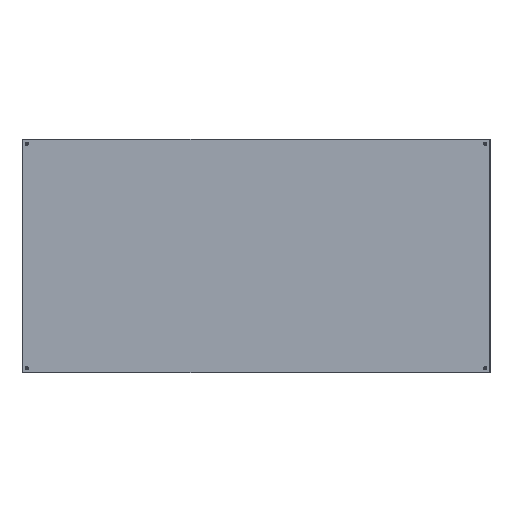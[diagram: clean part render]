
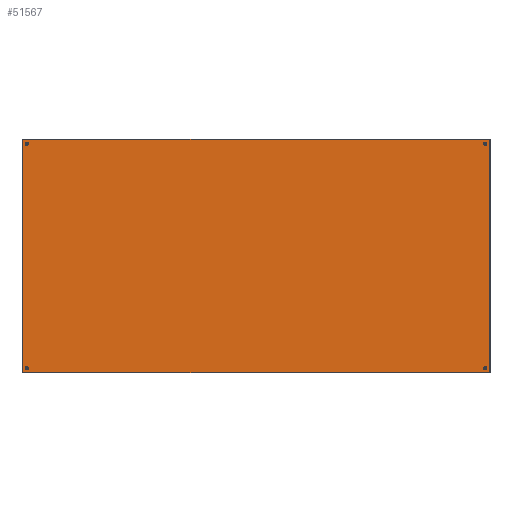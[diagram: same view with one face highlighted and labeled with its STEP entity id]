
A CAD part, left-side view. The second image highlights one B-rep face of the part: STEP entity #51567.
In plain terms, the highlighted face is planar.
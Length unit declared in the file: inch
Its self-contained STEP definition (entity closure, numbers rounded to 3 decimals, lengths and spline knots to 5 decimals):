
#1802 = FACE_BOUND ( 'NONE', #41685, .T. ) ;
#2277 = LINE ( 'NONE', #40541, #38401 ) ;
#2372 = EDGE_CURVE ( 'NONE', #98957, #39095, #35430, .T. ) ;
#2647 = DIRECTION ( 'NONE',  ( 0., 0., 1. ) ) ;
#2787 = CIRCLE ( 'NONE', #71598, 0.25 ) ;
#3510 = AXIS2_PLACEMENT_3D ( 'NONE', #46255, #45615, #5960 ) ;
#4322 = FACE_BOUND ( 'NONE', #99364, .T. ) ;
#5960 = DIRECTION ( 'NONE',  ( 0., 0., 1. ) ) ;
#7613 = VERTEX_POINT ( 'NONE', #17315 ) ;
#11226 = ORIENTED_EDGE ( 'NONE', *, *, #30440, .T. ) ;
#12182 = EDGE_CURVE ( 'NONE', #7613, #47030, #32295, .T. ) ;
#12504 = AXIS2_PLACEMENT_3D ( 'NONE', #59155, #19618, #90085 ) ;
#12907 = EDGE_CURVE ( 'NONE', #53420, #39715, #102854, .T. ) ;
#14247 = CARTESIAN_POINT ( 'NONE',  ( 17.24989, 0., -35.25 ) ) ;
#14779 = CARTESIAN_POINT ( 'NONE',  ( 17.24989, 0., 35.25 ) ) ;
#15143 = VECTOR ( 'NONE', #28747, 39.37008 ) ;
#15200 = EDGE_CURVE ( 'NONE', #52638, #65044, #87666, .T. ) ;
#16711 = VERTEX_POINT ( 'NONE', #20043 ) ;
#16978 = DIRECTION ( 'NONE',  ( 0., 0., 1. ) ) ;
#17315 = CARTESIAN_POINT ( 'NONE',  ( 17.24989, 0., 35. ) ) ;
#18404 = CARTESIAN_POINT ( 'NONE',  ( 0., 0., -35.92789 ) ) ;
#18646 = DIRECTION ( 'NONE',  ( 0., -1., 0. ) ) ;
#19618 = DIRECTION ( 'NONE',  ( 0., 1., 0. ) ) ;
#20028 = EDGE_LOOP ( 'NONE', ( #53947, #36108, #53139, #11226 ) ) ;
#20043 = CARTESIAN_POINT ( 'NONE',  ( -17.92789, 0., -35.92789 ) ) ;
#22265 = EDGE_CURVE ( 'NONE', #39715, #53420, #100333, .T. ) ;
#22428 = DIRECTION ( 'NONE',  ( 0., -1., 0. ) ) ;
#22617 = AXIS2_PLACEMENT_3D ( 'NONE', #14779, #94281, #91835 ) ;
#22644 = AXIS2_PLACEMENT_3D ( 'NONE', #34480, #33774, #65385 ) ;
#23008 = FACE_BOUND ( 'NONE', #75671, .T. ) ;
#23396 = CARTESIAN_POINT ( 'NONE',  ( -17.24989, 0., -35.5 ) ) ;
#24356 = VERTEX_POINT ( 'NONE', #54359 ) ;
#25473 = VECTOR ( 'NONE', #69507, 39.37008 ) ;
#26965 = EDGE_CURVE ( 'NONE', #96071, #78437, #2787, .T. ) ;
#28476 = CARTESIAN_POINT ( 'NONE',  ( -17.24989, 0., 35.5 ) ) ;
#28747 = DIRECTION ( 'NONE',  ( -1., 0., 0. ) ) ;
#30073 = CARTESIAN_POINT ( 'NONE',  ( -17.24989, 0., -35.25 ) ) ;
#30440 = EDGE_CURVE ( 'NONE', #65044, #24356, #42930, .T. ) ;
#31520 = ORIENTED_EDGE ( 'NONE', *, *, #68038, .T. ) ;
#32295 = CIRCLE ( 'NONE', #57174, 0.25 ) ;
#33774 = DIRECTION ( 'NONE',  ( 0., -1., 0. ) ) ;
#34480 = CARTESIAN_POINT ( 'NONE',  ( -17.24989, 0., 35.25 ) ) ;
#35366 = ORIENTED_EDGE ( 'NONE', *, *, #22265, .T. ) ;
#35430 = CIRCLE ( 'NONE', #3510, 0.25 ) ;
#36108 = ORIENTED_EDGE ( 'NONE', *, *, #88668, .T. ) ;
#36533 = CARTESIAN_POINT ( 'NONE',  ( 17.24989, 0., -35. ) ) ;
#37685 = ORIENTED_EDGE ( 'NONE', *, *, #96426, .T. ) ;
#38401 = VECTOR ( 'NONE', #16978, 39.37008 ) ;
#39075 = DIRECTION ( 'NONE',  ( 0., 0., 1. ) ) ;
#39095 = VERTEX_POINT ( 'NONE', #87602 ) ;
#39377 = ORIENTED_EDGE ( 'NONE', *, *, #12907, .T. ) ;
#39715 = VERTEX_POINT ( 'NONE', #36533 ) ;
#40428 = AXIS2_PLACEMENT_3D ( 'NONE', #43353, #91236, #2647 ) ;
#40541 = CARTESIAN_POINT ( 'NONE',  ( -17.92789, 0., 35.928 ) ) ;
#41685 = EDGE_LOOP ( 'NONE', ( #59393, #31520 ) ) ;
#42930 = LINE ( 'NONE', #85490, #25473 ) ;
#42973 = DIRECTION ( 'NONE',  ( 0., -1., 0. ) ) ;
#43353 = CARTESIAN_POINT ( 'NONE',  ( 17.24989, 0., -35.25 ) ) ;
#45615 = DIRECTION ( 'NONE',  ( 0., -1., 0. ) ) ;
#46255 = CARTESIAN_POINT ( 'NONE',  ( -17.24989, 0., 35.25 ) ) ;
#46603 = VECTOR ( 'NONE', #57208, 39.37008 ) ;
#46932 = CARTESIAN_POINT ( 'NONE',  ( 17.92789, 0., 35.892 ) ) ;
#47030 = VERTEX_POINT ( 'NONE', #51299 ) ;
#50241 = EDGE_CURVE ( 'NONE', #78437, #96071, #55776, .T. ) ;
#51299 = CARTESIAN_POINT ( 'NONE',  ( 17.24989, 0., 35.5 ) ) ;
#51567 = ADVANCED_FACE ( 'NONE', ( #88853, #1802, #23008, #97531, #4322 ), #73746, .T. ) ;
#52638 = VERTEX_POINT ( 'NONE', #95515 ) ;
#53139 = ORIENTED_EDGE ( 'NONE', *, *, #15200, .T. ) ;
#53420 = VERTEX_POINT ( 'NONE', #58922 ) ;
#53947 = ORIENTED_EDGE ( 'NONE', *, *, #92501, .T. ) ;
#54173 = DIRECTION ( 'NONE',  ( 0., -1., 0. ) ) ;
#54359 = CARTESIAN_POINT ( 'NONE',  ( 17.92789, 0., -35.92789 ) ) ;
#55776 = CIRCLE ( 'NONE', #90167, 0.25 ) ;
#55960 = ORIENTED_EDGE ( 'NONE', *, *, #12182, .T. ) ;
#56768 = DIRECTION ( 'NONE',  ( 0., 0., 1. ) ) ;
#57174 = AXIS2_PLACEMENT_3D ( 'NONE', #73430, #18646, #56768 ) ;
#57208 = DIRECTION ( 'NONE',  ( 1., 0., 0. ) ) ;
#58922 = CARTESIAN_POINT ( 'NONE',  ( 17.24989, 0., -35.5 ) ) ;
#59155 = CARTESIAN_POINT ( 'NONE',  ( 0., 0., 0. ) ) ;
#59263 = CARTESIAN_POINT ( 'NONE',  ( -17.24989, 0., -35.25 ) ) ;
#59393 = ORIENTED_EDGE ( 'NONE', *, *, #2372, .T. ) ;
#61049 = ORIENTED_EDGE ( 'NONE', *, *, #26965, .T. ) ;
#62679 = AXIS2_PLACEMENT_3D ( 'NONE', #14247, #54173, #84405 ) ;
#65044 = VERTEX_POINT ( 'NONE', #46932 ) ;
#65385 = DIRECTION ( 'NONE',  ( 0., 0., 1. ) ) ;
#68038 = EDGE_CURVE ( 'NONE', #39095, #98957, #71372, .T. ) ;
#68189 = EDGE_LOOP ( 'NONE', ( #61049, #81853 ) ) ;
#69507 = DIRECTION ( 'NONE',  ( 0., 0., -1. ) ) ;
#71372 = CIRCLE ( 'NONE', #22644, 0.25 ) ;
#71598 = AXIS2_PLACEMENT_3D ( 'NONE', #30073, #22428, #39075 ) ;
#72854 = CARTESIAN_POINT ( 'NONE',  ( 0., 0., 35.892 ) ) ;
#73430 = CARTESIAN_POINT ( 'NONE',  ( 17.24989, 0., 35.25 ) ) ;
#73746 = PLANE ( 'NONE',  #12504 ) ;
#75671 = EDGE_LOOP ( 'NONE', ( #37685, #55960 ) ) ;
#76840 = CARTESIAN_POINT ( 'NONE',  ( -17.24989, 0., -35. ) ) ;
#78437 = VERTEX_POINT ( 'NONE', #23396 ) ;
#81853 = ORIENTED_EDGE ( 'NONE', *, *, #50241, .T. ) ;
#84405 = DIRECTION ( 'NONE',  ( 0., 0., 1. ) ) ;
#85490 = CARTESIAN_POINT ( 'NONE',  ( 17.92789, 0., 35.928 ) ) ;
#87602 = CARTESIAN_POINT ( 'NONE',  ( -17.24989, 0., 35. ) ) ;
#87666 = LINE ( 'NONE', #72854, #46603 ) ;
#88668 = EDGE_CURVE ( 'NONE', #16711, #52638, #2277, .T. ) ;
#88853 = FACE_OUTER_BOUND ( 'NONE', #20028, .T. ) ;
#90085 = DIRECTION ( 'NONE',  ( 0., 0., 1. ) ) ;
#90167 = AXIS2_PLACEMENT_3D ( 'NONE', #59263, #42973, #91548 ) ;
#91236 = DIRECTION ( 'NONE',  ( 0., -1., 0. ) ) ;
#91548 = DIRECTION ( 'NONE',  ( 0., 0., 1. ) ) ;
#91835 = DIRECTION ( 'NONE',  ( 0., 0., 1. ) ) ;
#92501 = EDGE_CURVE ( 'NONE', #24356, #16711, #99668, .T. ) ;
#94281 = DIRECTION ( 'NONE',  ( 0., -1., 0. ) ) ;
#94423 = CIRCLE ( 'NONE', #22617, 0.25 ) ;
#95515 = CARTESIAN_POINT ( 'NONE',  ( -17.92789, 0., 35.892 ) ) ;
#96071 = VERTEX_POINT ( 'NONE', #76840 ) ;
#96426 = EDGE_CURVE ( 'NONE', #47030, #7613, #94423, .T. ) ;
#97531 = FACE_BOUND ( 'NONE', #68189, .T. ) ;
#98957 = VERTEX_POINT ( 'NONE', #28476 ) ;
#99364 = EDGE_LOOP ( 'NONE', ( #35366, #39377 ) ) ;
#99668 = LINE ( 'NONE', #18404, #15143 ) ;
#100333 = CIRCLE ( 'NONE', #40428, 0.25 ) ;
#102854 = CIRCLE ( 'NONE', #62679, 0.25 ) ;
